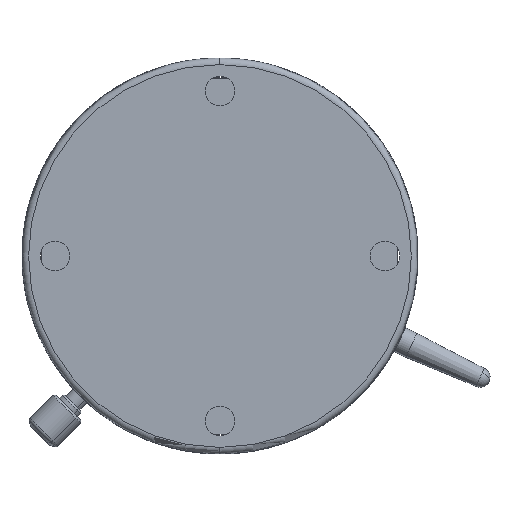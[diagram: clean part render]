
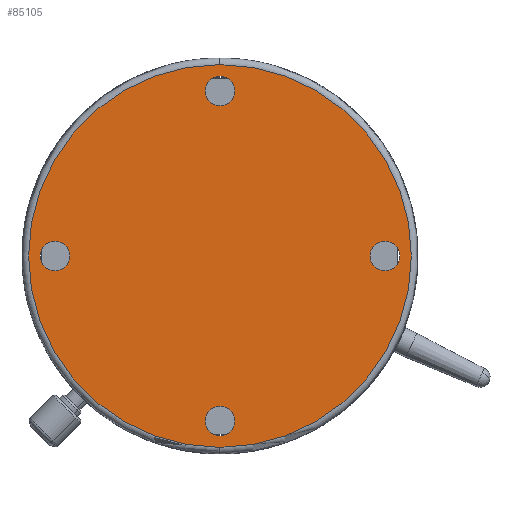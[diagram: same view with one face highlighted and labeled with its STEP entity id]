
A CAD part, front view. The second image highlights one B-rep face of the part: STEP entity #85105.
In plain terms, the highlighted planar face has unit normal (0, -1, 0).
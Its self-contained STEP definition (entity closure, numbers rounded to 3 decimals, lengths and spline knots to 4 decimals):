
#206 = ORIENTED_EDGE ( 'NONE', *, *, #17607, .T. ) ;
#3215 = FACE_BOUND ( 'NONE', #99721, .T. ) ;
#3636 = ORIENTED_EDGE ( 'NONE', *, *, #46124, .T. ) ;
#5451 = CARTESIAN_POINT ( 'NONE',  ( 0., 0., 2.275 ) ) ;
#11815 = DIRECTION ( 'NONE',  ( 0., 0., 1. ) ) ;
#11955 = DIRECTION ( 'NONE',  ( 0., 1., 0. ) ) ;
#12177 = CARTESIAN_POINT ( 'NONE',  ( 0., 0., -2.5 ) ) ;
#13771 = CARTESIAN_POINT ( 'NONE',  ( 0., 0., -2.9 ) ) ;
#14417 = AXIS2_PLACEMENT_3D ( 'NONE', #72287, #107109, #38184 ) ;
#14452 = EDGE_CURVE ( 'NONE', #94608, #72468, #97583, .T. ) ;
#17227 = ORIENTED_EDGE ( 'NONE', *, *, #36180, .T. ) ;
#17607 = EDGE_CURVE ( 'NONE', #42126, #45094, #47763, .T. ) ;
#20621 = PLANE ( 'NONE',  #14417 ) ;
#21163 = DIRECTION ( 'NONE',  ( 0., 0., 1. ) ) ;
#21189 = DIRECTION ( 'NONE',  ( 0., 1., 0. ) ) ;
#21327 = CARTESIAN_POINT ( 'NONE',  ( 0., 0., 2.5 ) ) ;
#23230 = DIRECTION ( 'NONE',  ( 0., 0., 1. ) ) ;
#23336 = DIRECTION ( 'NONE',  ( 0., 1., 0. ) ) ;
#23437 = EDGE_LOOP ( 'NONE', ( #206, #65141 ) ) ;
#23589 = CARTESIAN_POINT ( 'NONE',  ( 2.5, 0., 0. ) ) ;
#23686 = FACE_BOUND ( 'NONE', #62865, .T. ) ;
#23826 = AXIS2_PLACEMENT_3D ( 'NONE', #76039, #75958, #75939 ) ;
#24988 = CARTESIAN_POINT ( 'NONE',  ( 0., 0., 0. ) ) ;
#25472 = CIRCLE ( 'NONE', #42888, 2.9 ) ;
#25749 = ORIENTED_EDGE ( 'NONE', *, *, #14452, .T. ) ;
#28257 = DIRECTION ( 'NONE',  ( 0., 1., 0. ) ) ;
#28412 = ORIENTED_EDGE ( 'NONE', *, *, #33503, .T. ) ;
#29515 = CARTESIAN_POINT ( 'NONE',  ( 0., 0., -2.725 ) ) ;
#31228 = AXIS2_PLACEMENT_3D ( 'NONE', #100125, #100017, #99998 ) ;
#32526 = CIRCLE ( 'NONE', #110468, 0.225 ) ;
#33503 = EDGE_CURVE ( 'NONE', #75489, #51814, #75654, .T. ) ;
#33738 = DIRECTION ( 'NONE',  ( 0., 0., -1. ) ) ;
#34611 = EDGE_CURVE ( 'NONE', #45094, #42126, #87659, .T. ) ;
#36180 = EDGE_CURVE ( 'NONE', #72468, #94608, #45282, .T. ) ;
#36182 = AXIS2_PLACEMENT_3D ( 'NONE', #41181, #41155, #40916 ) ;
#38184 = DIRECTION ( 'NONE',  ( 0., 0., -1. ) ) ;
#40404 = VERTEX_POINT ( 'NONE', #66511 ) ;
#40916 = DIRECTION ( 'NONE',  ( 0., 0., -1. ) ) ;
#41155 = DIRECTION ( 'NONE',  ( 0., -1., 0. ) ) ;
#41181 = CARTESIAN_POINT ( 'NONE',  ( 0., 0., 0. ) ) ;
#42126 = VERTEX_POINT ( 'NONE', #89216 ) ;
#42378 = EDGE_LOOP ( 'NONE', ( #17227, #25749 ) ) ;
#42888 = AXIS2_PLACEMENT_3D ( 'NONE', #24988, #85758, #33738 ) ;
#44220 = VERTEX_POINT ( 'NONE', #82053 ) ;
#45094 = VERTEX_POINT ( 'NONE', #5451 ) ;
#45282 = CIRCLE ( 'NONE', #23826, 0.225 ) ;
#45875 = AXIS2_PLACEMENT_3D ( 'NONE', #21327, #21189, #21163 ) ;
#46124 = EDGE_CURVE ( 'NONE', #82886, #60778, #79991, .T. ) ;
#46832 = FACE_BOUND ( 'NONE', #23437, .T. ) ;
#47434 = ORIENTED_EDGE ( 'NONE', *, *, #103866, .T. ) ;
#47763 = CIRCLE ( 'NONE', #71575, 0.225 ) ;
#49568 = FACE_OUTER_BOUND ( 'NONE', #88771, .T. ) ;
#51127 = CARTESIAN_POINT ( 'NONE',  ( -2.5, 0., -0.225 ) ) ;
#51814 = VERTEX_POINT ( 'NONE', #68420 ) ;
#51967 = AXIS2_PLACEMENT_3D ( 'NONE', #80271, #28257, #89043 ) ;
#55010 = FACE_BOUND ( 'NONE', #42378, .T. ) ;
#59949 = EDGE_CURVE ( 'NONE', #40404, #44220, #32526, .T. ) ;
#60778 = VERTEX_POINT ( 'NONE', #107705 ) ;
#62865 = EDGE_LOOP ( 'NONE', ( #88716, #75863 ) ) ;
#64275 = DIRECTION ( 'NONE',  ( 0., 0., 1. ) ) ;
#64415 = DIRECTION ( 'NONE',  ( 0., 1., 0. ) ) ;
#64660 = CARTESIAN_POINT ( 'NONE',  ( 0., 0., 2.5 ) ) ;
#65141 = ORIENTED_EDGE ( 'NONE', *, *, #34611, .T. ) ;
#66511 = CARTESIAN_POINT ( 'NONE',  ( 2.5, 0., 0.225 ) ) ;
#66793 = EDGE_CURVE ( 'NONE', #51814, #75489, #97252, .T. ) ;
#68420 = CARTESIAN_POINT ( 'NONE',  ( 0., 0., -2.275 ) ) ;
#71575 = AXIS2_PLACEMENT_3D ( 'NONE', #64660, #64415, #64275 ) ;
#72287 = CARTESIAN_POINT ( 'NONE',  ( -3., 0., 0. ) ) ;
#72468 = VERTEX_POINT ( 'NONE', #77668 ) ;
#72727 = ORIENTED_EDGE ( 'NONE', *, *, #66793, .T. ) ;
#75489 = VERTEX_POINT ( 'NONE', #29515 ) ;
#75654 = CIRCLE ( 'NONE', #31228, 0.225 ) ;
#75863 = ORIENTED_EDGE ( 'NONE', *, *, #99954, .T. ) ;
#75939 = DIRECTION ( 'NONE',  ( 0., 0., 1. ) ) ;
#75958 = DIRECTION ( 'NONE',  ( 0., 1., 0. ) ) ;
#76039 = CARTESIAN_POINT ( 'NONE',  ( -2.5, 0., 0. ) ) ;
#77668 = CARTESIAN_POINT ( 'NONE',  ( -2.5, 0., 0.225 ) ) ;
#79991 = CIRCLE ( 'NONE', #36182, 2.9 ) ;
#80271 = CARTESIAN_POINT ( 'NONE',  ( 2.5, 0., 0. ) ) ;
#80838 = DIRECTION ( 'NONE',  ( 0., 0., 1. ) ) ;
#81199 = DIRECTION ( 'NONE',  ( 0., 1., 0. ) ) ;
#81575 = CARTESIAN_POINT ( 'NONE',  ( -2.5, 0., 0. ) ) ;
#82053 = CARTESIAN_POINT ( 'NONE',  ( 2.5, 0., -0.225 ) ) ;
#82886 = VERTEX_POINT ( 'NONE', #13771 ) ;
#85105 = ADVANCED_FACE ( 'NONE', ( #3215, #23686, #55010, #46832, #49568 ), #20621, .T. ) ;
#85758 = DIRECTION ( 'NONE',  ( 0., -1., 0. ) ) ;
#87659 = CIRCLE ( 'NONE', #45875, 0.225 ) ;
#88716 = ORIENTED_EDGE ( 'NONE', *, *, #59949, .T. ) ;
#88771 = EDGE_LOOP ( 'NONE', ( #3636, #47434 ) ) ;
#89043 = DIRECTION ( 'NONE',  ( 0., 0., 1. ) ) ;
#89216 = CARTESIAN_POINT ( 'NONE',  ( 0., 0., 2.725 ) ) ;
#94608 = VERTEX_POINT ( 'NONE', #51127 ) ;
#95353 = AXIS2_PLACEMENT_3D ( 'NONE', #81575, #81199, #80838 ) ;
#97252 = CIRCLE ( 'NONE', #97936, 0.225 ) ;
#97583 = CIRCLE ( 'NONE', #95353, 0.225 ) ;
#97936 = AXIS2_PLACEMENT_3D ( 'NONE', #12177, #11955, #11815 ) ;
#99721 = EDGE_LOOP ( 'NONE', ( #72727, #28412 ) ) ;
#99954 = EDGE_CURVE ( 'NONE', #44220, #40404, #109492, .T. ) ;
#99998 = DIRECTION ( 'NONE',  ( 0., 0., 1. ) ) ;
#100017 = DIRECTION ( 'NONE',  ( 0., 1., 0. ) ) ;
#100125 = CARTESIAN_POINT ( 'NONE',  ( 0., 0., -2.5 ) ) ;
#103866 = EDGE_CURVE ( 'NONE', #60778, #82886, #25472, .T. ) ;
#107109 = DIRECTION ( 'NONE',  ( 0., -1., 0. ) ) ;
#107705 = CARTESIAN_POINT ( 'NONE',  ( 0., 0., 2.9 ) ) ;
#109492 = CIRCLE ( 'NONE', #51967, 0.225 ) ;
#110468 = AXIS2_PLACEMENT_3D ( 'NONE', #23589, #23336, #23230 ) ;
